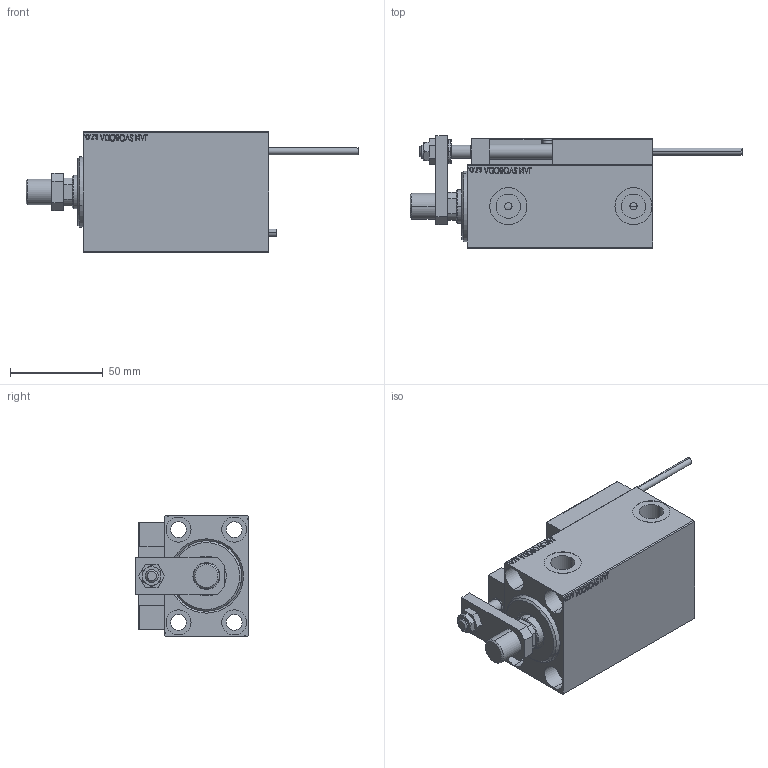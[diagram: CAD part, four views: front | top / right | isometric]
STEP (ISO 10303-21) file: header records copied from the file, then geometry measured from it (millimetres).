
FILE_DESCRIPTION (( 'STEP AP203' ), '1' );
FILE_NAME ('57b4.STEP', '2021-04-19T09:40:05', ( '' ), ( '' ), 'SwSTEP 2.0', 'SolidWorks 2019', '' );
FILE_SCHEMA (( 'CONFIG_CONTROL_DESIGN' ));
Length unit declared in the file: millimetre
Products named in the file (17): SWITCH DIM B,W 953e6026d87f820177c94c4faccc0323; ALLEN BOLT D8 953e6026d87f820177c94c4faccc0323; V450CM_C_VCP 953e6026d87f820177c94c4faccc0323; SWITCH_X_FRONT_BACK 953e6026d87f820177c94c4faccc0323; ZARAZKA 953e6026d87f820177c94c4faccc0323; Block 953e6026d87f820177c94c4faccc0323; NUT_D12 953e6026d87f820177c94c4faccc0323; V450CM_VC_B 953e6026d87f820177c94c4faccc0323; MAGNET 953e6026d87f820177c94c4faccc0323; KONCOVKA 953e6026d87f820177c94c4faccc0323; TYC_L79 953e6026d87f820177c94c4faccc0323; V450CM_MALE_METRIC 953e6026d87f820177c94c4faccc0323; V450CM_C 953e6026d87f820177c94c4faccc0323; 57b4; NUT_D10 953e6026d87f820177c94c4faccc0323; SWITCH X 953e6026d87f820177c94c4faccc0323; ALLEN BOLT D5 953e6026d87f820177c94c4faccc0323
Assembly tree (26 placements, depth 3):
  57b4
    V450CM_C 953e6026d87f820177c94c4faccc0323
    SWITCH X 953e6026d87f820177c94c4faccc0323
      SWITCH_X_FRONT_BACK 953e6026d87f820177c94c4faccc0323  x2
      TYC_L79 953e6026d87f820177c94c4faccc0323
      Block 953e6026d87f820177c94c4faccc0323  x2
      ALLEN BOLT D5 953e6026d87f820177c94c4faccc0323  x4
      ALLEN BOLT D8 953e6026d87f820177c94c4faccc0323  x4
      MAGNET 953e6026d87f820177c94c4faccc0323  x2
      KONCOVKA 953e6026d87f820177c94c4faccc0323  x2
    NUT_D12 953e6026d87f820177c94c4faccc0323
    SWITCH DIM B,W 953e6026d87f820177c94c4faccc0323
    ZARAZKA 953e6026d87f820177c94c4faccc0323
    NUT_D10 953e6026d87f820177c94c4faccc0323
    V450CM_C_VCP 953e6026d87f820177c94c4faccc0323
    V450CM_VC_B 953e6026d87f820177c94c4faccc0323
    V450CM_MALE_METRIC 953e6026d87f820177c94c4faccc0323
Bounding box: 179 x 60.5 x 65 mm (x, y, z)
Volume: 297784.2 mm3; surface area: 87988.3 mm2
Topology: 25 solids, 25 shells, 1329 faces, 3176 edges, 2028 vertices
Faces by surface type: plane 576, bspline 380, cylinder 206, cone 117, torus 46, sphere 4
Entity records: 51984 total; most frequent: CARTESIAN_POINT 26430, ORIENTED_EDGE 5372, DIRECTION 3691, EDGE_CURVE 2686, VERTEX_POINT 1752, VECTOR 1525, LINE 1525, EDGE_LOOP 1248
